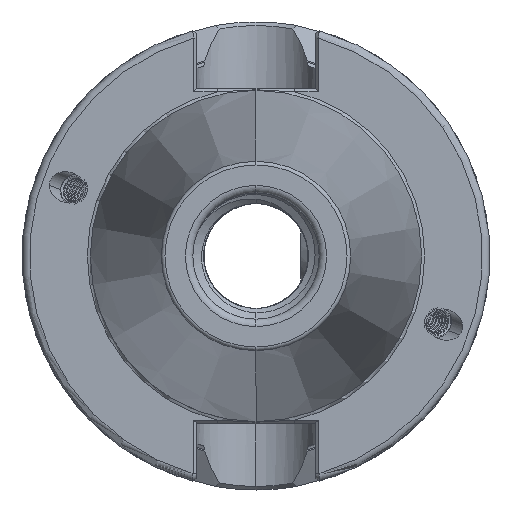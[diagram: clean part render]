
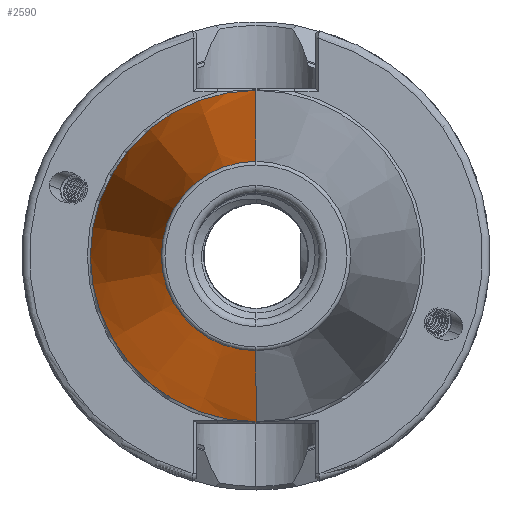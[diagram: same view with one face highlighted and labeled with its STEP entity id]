
A CAD part, left-side view. The second image highlights one B-rep face of the part: STEP entity #2590.
In plain terms, the highlighted conical face has half-angle 8.297 degrees and reference radius 22.298 mm.
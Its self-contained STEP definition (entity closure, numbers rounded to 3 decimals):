
#1990 = ORIENTED_EDGE ( 'NONE', *, *, #15644, .T. ) ;
#2007 = ORIENTED_EDGE ( 'NONE', *, *, #15714, .T. ) ;
#2037 = ORIENTED_EDGE ( 'NONE', *, *, #15648, .F. ) ;
#2066 = ORIENTED_EDGE ( 'NONE', *, *, #15764, .F. ) ;
#2590 = ADVANCED_FACE ( 'NONE', ( #2718 ), #2752, .T. ) ;
#2718 = FACE_OUTER_BOUND ( 'NONE', #20952, .T. ) ;
#2752 = CONICAL_SURFACE ( 'NONE', #18583, 22.298, 0.145 ) ;
#2959 = CIRCLE ( 'NONE', #17939, 22.298 ) ;
#2974 = CIRCLE ( 'NONE', #17932, 12.75 ) ;
#3028 = LINE ( 'NONE', #14788, #3029 ) ;
#3029 = VECTOR ( 'NONE', #14749, 1000. ) ;
#3065 = VECTOR ( 'NONE', #15183, 1000. ) ;
#3079 = LINE ( 'NONE', #15155, #3065 ) ;
#13606 = DIRECTION ( 'NONE',  ( 0., 0., -1. ) ) ;
#13626 = CARTESIAN_POINT ( 'NONE',  ( -1.5, 0., 0. ) ) ;
#13648 = DIRECTION ( 'NONE',  ( 1., 0., 0. ) ) ;
#14749 = DIRECTION ( 'NONE',  ( 0.99, 0., 0.144 ) ) ;
#14788 = CARTESIAN_POINT ( 'NONE',  ( -1.5, 0., 22.298 ) ) ;
#15155 = CARTESIAN_POINT ( 'NONE',  ( -1.5, 0., -22.298 ) ) ;
#15183 = DIRECTION ( 'NONE',  ( 0.99, 0., -0.144 ) ) ;
#15644 = EDGE_CURVE ( 'NONE', #21871, #21872, #2974, .T. ) ;
#15648 = EDGE_CURVE ( 'NONE', #21813, #21859, #2959, .T. ) ;
#15714 = EDGE_CURVE ( 'NONE', #21872, #21859, #3028, .T. ) ;
#15764 = EDGE_CURVE ( 'NONE', #21871, #21813, #3079, .T. ) ;
#17932 = AXIS2_PLACEMENT_3D ( 'NONE', #19615, #19583, #19611 ) ;
#17939 = AXIS2_PLACEMENT_3D ( 'NONE', #19668, #19665, #19646 ) ;
#18583 = AXIS2_PLACEMENT_3D ( 'NONE', #13626, #13648, #13606 ) ;
#19583 = DIRECTION ( 'NONE',  ( 1., 0., 0. ) ) ;
#19611 = DIRECTION ( 'NONE',  ( 0., 0., -1. ) ) ;
#19615 = CARTESIAN_POINT ( 'NONE',  ( -66.972, 0., 0. ) ) ;
#19646 = DIRECTION ( 'NONE',  ( 0., 0., -1. ) ) ;
#19665 = DIRECTION ( 'NONE',  ( 1., 0., 0. ) ) ;
#19668 = CARTESIAN_POINT ( 'NONE',  ( -1.5, 0., 0. ) ) ;
#20053 = CARTESIAN_POINT ( 'NONE',  ( -1.5, 0., -22.298 ) ) ;
#20074 = CARTESIAN_POINT ( 'NONE',  ( -66.972, 0., -12.75 ) ) ;
#20075 = CARTESIAN_POINT ( 'NONE',  ( -66.972, 0., 12.75 ) ) ;
#20105 = CARTESIAN_POINT ( 'NONE',  ( -1.5, 0., 22.298 ) ) ;
#20952 = EDGE_LOOP ( 'NONE', ( #1990, #2007, #2037, #2066 ) ) ;
#21813 = VERTEX_POINT ( 'NONE', #20053 ) ;
#21859 = VERTEX_POINT ( 'NONE', #20105 ) ;
#21871 = VERTEX_POINT ( 'NONE', #20074 ) ;
#21872 = VERTEX_POINT ( 'NONE', #20075 ) ;
